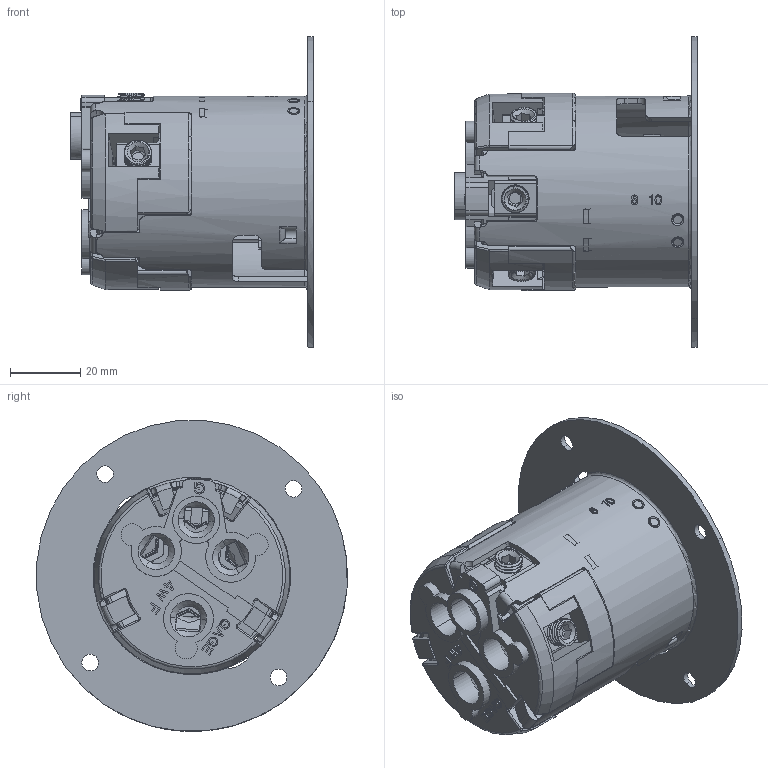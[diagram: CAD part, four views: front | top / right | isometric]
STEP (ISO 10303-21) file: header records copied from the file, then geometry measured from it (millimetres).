
FILE_DESCRIPTION (( 'STEP AP214' ), '1' );
FILE_NAME ('CATSTD-CS637-005-M01.STEP', '2020-02-20T16:25:55', ( '' ), ( '' ), 'SwSTEP 2.0', 'SolidWorks 2017', '' );
FILE_SCHEMA (( 'AUTOMOTIVE_DESIGN' ));
Length unit declared in the file: inch
Products named in the file (2): CATSTD-CS637-005-M01
Bounding box: 69.18 x 88.7 x 88.76 mm (x, y, z)
Volume: 67923.8 mm3; surface area: 60293 mm2
Topology: 17 solids, 17 shells, 3976 faces, 11090 edges, 7259 vertices
Faces by surface type: plane 3048, cylinder 624, torus 126, sphere 69, cone 55, bspline 54
Full cylindrical faces by diameter (mm): 7.925 x4, 54.584 x1
Entity records: 141804 total; most frequent: CARTESIAN_POINT 40670, ORIENTED_EDGE 21988, DIRECTION 19403, EDGE_CURVE 10994, LINE 8683, VECTOR 8683, VERTEX_POINT 7211, AXIS2_PLACEMENT_3D 5360
